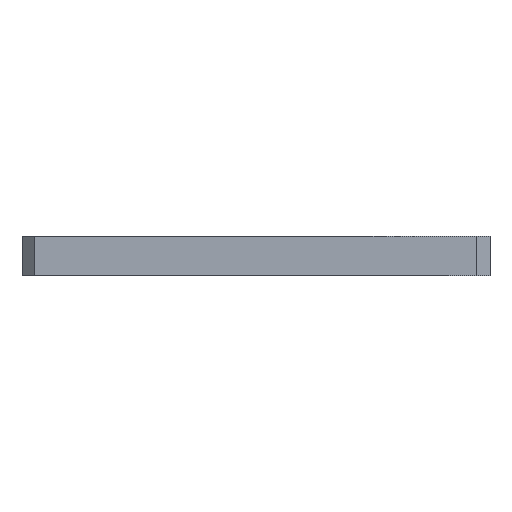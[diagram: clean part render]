
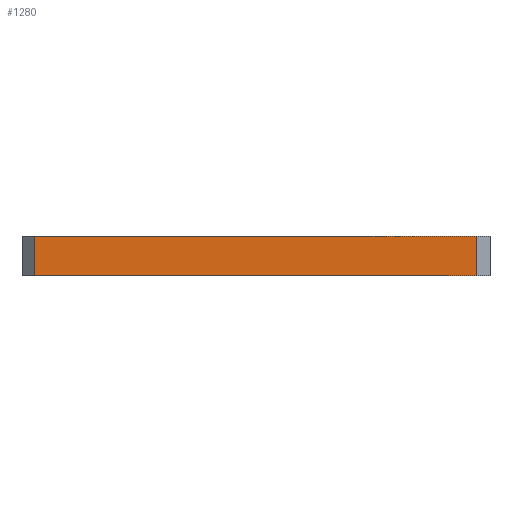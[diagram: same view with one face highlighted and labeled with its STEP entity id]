
A CAD part, left-side view. The second image highlights one B-rep face of the part: STEP entity #1280.
In plain terms, the highlighted planar face has unit normal (-1, 0, 0).
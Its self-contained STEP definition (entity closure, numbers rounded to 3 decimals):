
#146=FACE_OUTER_BOUND('',#222,.T.);
#222=EDGE_LOOP('',(#985,#986,#987,#988));
#421=LINE('',#1944,#493);
#455=LINE('',#2071,#527);
#456=LINE('',#2074,#528);
#457=LINE('',#2075,#529);
#493=VECTOR('',#1536,107.95);
#527=VECTOR('',#1666,9.525);
#528=VECTOR('',#1669,107.95);
#529=VECTOR('',#1670,9.525);
#569=VERTEX_POINT('',#1941);
#570=VERTEX_POINT('',#1943);
#615=VERTEX_POINT('',#2069);
#616=VERTEX_POINT('',#2073);
#702=EDGE_CURVE('',#569,#570,#421,.T.);
#766=EDGE_CURVE('',#569,#615,#455,.T.);
#767=EDGE_CURVE('',#615,#616,#456,.T.);
#768=EDGE_CURVE('',#570,#616,#457,.T.);
#985=ORIENTED_EDGE('',*,*,#766,.T.);
#986=ORIENTED_EDGE('',*,*,#767,.T.);
#987=ORIENTED_EDGE('',*,*,#768,.F.);
#988=ORIENTED_EDGE('',*,*,#702,.F.);
#1248=PLANE('',#1403);
#1280=ADVANCED_FACE('',(#146),#1248,.F.);
#1403=AXIS2_PLACEMENT_3D('',#2072,#1667,#1668);
#1536=DIRECTION('',(0.,-1.,0.));
#1666=DIRECTION('',(0.,0.,-1.));
#1667=DIRECTION('center_axis',(1.,0.,0.));
#1668=DIRECTION('ref_axis',(0.,0.,-1.));
#1669=DIRECTION('',(0.,-1.,0.));
#1670=DIRECTION('',(0.,0.,-1.));
#1941=CARTESIAN_POINT('',(-58.738,53.975,3.175));
#1943=CARTESIAN_POINT('',(-58.737,-53.975,3.175));
#1944=CARTESIAN_POINT('',(-58.738,53.975,3.175));
#2069=CARTESIAN_POINT('',(-58.738,53.975,-6.35));
#2071=CARTESIAN_POINT('',(-58.738,53.975,3.175));
#2072=CARTESIAN_POINT('Origin',(-58.738,53.975,3.175));
#2073=CARTESIAN_POINT('',(-58.737,-53.975,-6.35));
#2074=CARTESIAN_POINT('',(-58.738,53.975,-6.35));
#2075=CARTESIAN_POINT('',(-58.737,-53.975,3.175));
